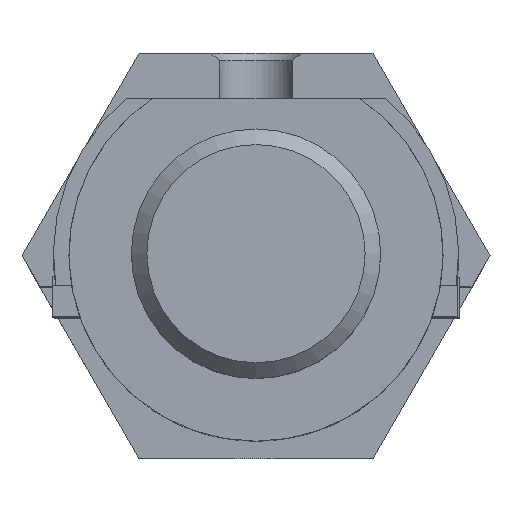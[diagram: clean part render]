
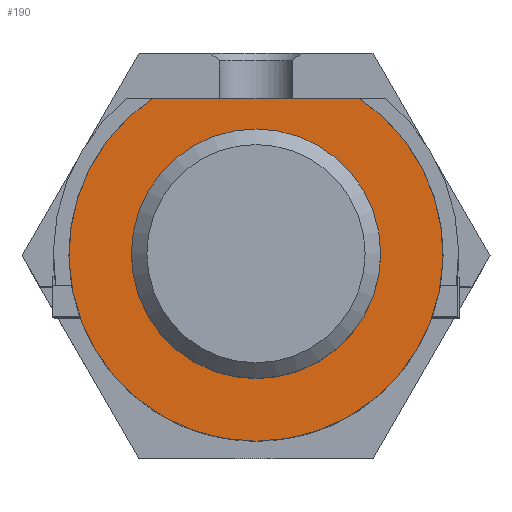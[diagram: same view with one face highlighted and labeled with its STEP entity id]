
A CAD part, top view. The second image highlights one B-rep face of the part: STEP entity #190.
In plain terms, the highlighted planar face has unit normal (0, 0, 1).
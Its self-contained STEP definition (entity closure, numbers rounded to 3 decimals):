
#99=FACE_BOUND('',#320,.T.);
#100=FACE_BOUND('',#321,.T.);
#146=CIRCLE('',#1000,6.);
#147=CIRCLE('',#1002,3.3);
#190=ADVANCED_FACE('',(#99,#100),#240,.F.);
#240=PLANE('',#1003);
#320=EDGE_LOOP('',(#475));
#321=EDGE_LOOP('',(#476,#477));
#475=ORIENTED_EDGE('',*,*,#758,.F.);
#476=ORIENTED_EDGE('',*,*,#759,.F.);
#477=ORIENTED_EDGE('',*,*,#757,.T.);
#659=VERTEX_POINT('',#1482);
#660=VERTEX_POINT('',#1485);
#661=VERTEX_POINT('',#1489);
#757=EDGE_CURVE('',#659,#660,#146,.T.);
#758=EDGE_CURVE('',#661,#661,#147,.T.);
#759=EDGE_CURVE('',#659,#660,#858,.T.);
#858=LINE('',#1490,#934);
#934=VECTOR('',#1195,1.);
#1000=AXIS2_PLACEMENT_3D('',#1486,#1189,#1190);
#1002=AXIS2_PLACEMENT_3D('',#1488,#1193,#1194);
#1003=AXIS2_PLACEMENT_3D('',#1491,#1196,#1197);
#1189=DIRECTION('',(0.,0.,1.));
#1190=DIRECTION('',(1.,0.,0.));
#1193=DIRECTION('',(0.,0.,1.));
#1194=DIRECTION('',(1.,0.,0.));
#1195=DIRECTION('',(0.,1.,0.));
#1196=DIRECTION('',(0.,0.,-1.));
#1197=DIRECTION('',(1.,0.,0.));
#1482=CARTESIAN_POINT('',(-5.,-3.317,39.5));
#1485=CARTESIAN_POINT('',(-5.,3.317,39.5));
#1486=CARTESIAN_POINT('',(0.,0.,39.5));
#1488=CARTESIAN_POINT('',(0.,0.,39.5));
#1489=CARTESIAN_POINT('',(3.3,0.,39.5));
#1490=CARTESIAN_POINT('',(-5.,6.,39.5));
#1491=CARTESIAN_POINT('',(0.,6.,39.5));
